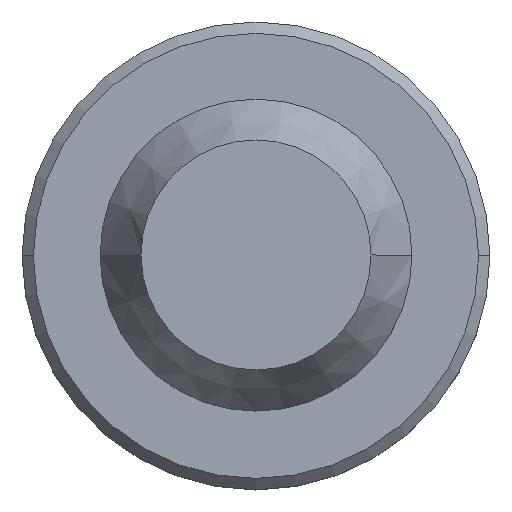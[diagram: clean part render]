
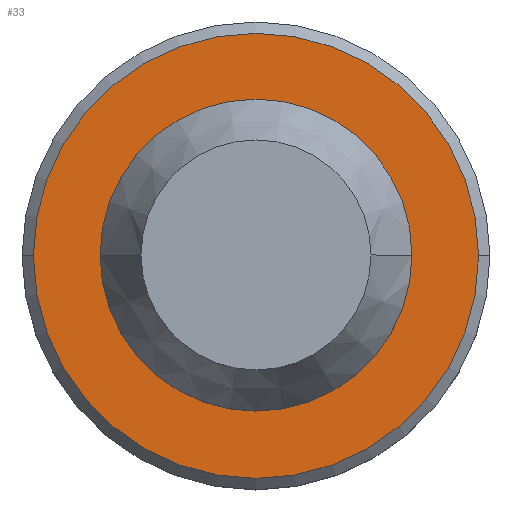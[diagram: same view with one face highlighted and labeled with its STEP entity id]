
A CAD part, top view. The second image highlights one B-rep face of the part: STEP entity #33.
In plain terms, the highlighted planar face has unit normal (0, 0, 1).
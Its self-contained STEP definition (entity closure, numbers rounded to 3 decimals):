
#22 = FACE_OUTER_BOUND ( 'NONE', #590, .T. ) ;
#31 = AXIS2_PLACEMENT_3D ( 'NONE', #422, #417, #416 ) ;
#33 = ADVANCED_FACE ( 'NONE', ( #896, #22 ), #638, .F. ) ;
#63 = ORIENTED_EDGE ( 'NONE', *, *, #734, .T. ) ;
#118 = CIRCLE ( 'NONE', #885, 4.3 ) ;
#153 = CARTESIAN_POINT ( 'NONE',  ( 7.85, 0., -18. ) ) ;
#248 = AXIS2_PLACEMENT_3D ( 'NONE', #789, #703, #735 ) ;
#254 = DIRECTION ( 'NONE',  ( 0., 0., 1. ) ) ;
#257 = CARTESIAN_POINT ( 'NONE',  ( -4.3, 0., -18. ) ) ;
#258 = EDGE_CURVE ( 'NONE', #364, #373, #955, .T. ) ;
#266 = CARTESIAN_POINT ( 'NONE',  ( 4.3, 0., -18. ) ) ;
#287 = ORIENTED_EDGE ( 'NONE', *, *, #258, .F. ) ;
#291 = EDGE_LOOP ( 'NONE', ( #287, #553 ) ) ;
#307 = DIRECTION ( 'NONE',  ( -1., 0., 0. ) ) ;
#327 = EDGE_CURVE ( 'NONE', #524, #478, #407, .T. ) ;
#364 = VERTEX_POINT ( 'NONE', #266 ) ;
#370 = CARTESIAN_POINT ( 'NONE',  ( -7.85, 0., -18. ) ) ;
#373 = VERTEX_POINT ( 'NONE', #257 ) ;
#407 = CIRCLE ( 'NONE', #31, 7.85 ) ;
#416 = DIRECTION ( 'NONE',  ( 1., 0., 0. ) ) ;
#417 = DIRECTION ( 'NONE',  ( 0., 0., 1. ) ) ;
#422 = CARTESIAN_POINT ( 'NONE',  ( 0., 0., -18. ) ) ;
#442 = AXIS2_PLACEMENT_3D ( 'NONE', #731, #720, #712 ) ;
#455 = ORIENTED_EDGE ( 'NONE', *, *, #327, .T. ) ;
#462 = CARTESIAN_POINT ( 'NONE',  ( 0., 4.3, -18. ) ) ;
#478 = VERTEX_POINT ( 'NONE', #153 ) ;
#483 = AXIS2_PLACEMENT_3D ( 'NONE', #462, #677, #307 ) ;
#524 = VERTEX_POINT ( 'NONE', #370 ) ;
#553 = ORIENTED_EDGE ( 'NONE', *, *, #636, .F. ) ;
#590 = EDGE_LOOP ( 'NONE', ( #455, #63 ) ) ;
#636 = EDGE_CURVE ( 'NONE', #373, #364, #118, .T. ) ;
#638 = PLANE ( 'NONE',  #483 ) ;
#677 = DIRECTION ( 'NONE',  ( 0., 0., -1. ) ) ;
#703 = DIRECTION ( 'NONE',  ( 0., 0., 1. ) ) ;
#712 = DIRECTION ( 'NONE',  ( 1., 0., 0. ) ) ;
#720 = DIRECTION ( 'NONE',  ( 0., 0., 1. ) ) ;
#731 = CARTESIAN_POINT ( 'NONE',  ( 0., 0., -18. ) ) ;
#734 = EDGE_CURVE ( 'NONE', #478, #524, #822, .T. ) ;
#735 = DIRECTION ( 'NONE',  ( 1., 0., 0. ) ) ;
#789 = CARTESIAN_POINT ( 'NONE',  ( 0., 0., -18. ) ) ;
#794 = CARTESIAN_POINT ( 'NONE',  ( 0., 0., -18. ) ) ;
#822 = CIRCLE ( 'NONE', #248, 7.85 ) ;
#885 = AXIS2_PLACEMENT_3D ( 'NONE', #794, #254, #920 ) ;
#896 = FACE_BOUND ( 'NONE', #291, .T. ) ;
#920 = DIRECTION ( 'NONE',  ( 1., 0., 0. ) ) ;
#955 = CIRCLE ( 'NONE', #442, 4.3 ) ;
